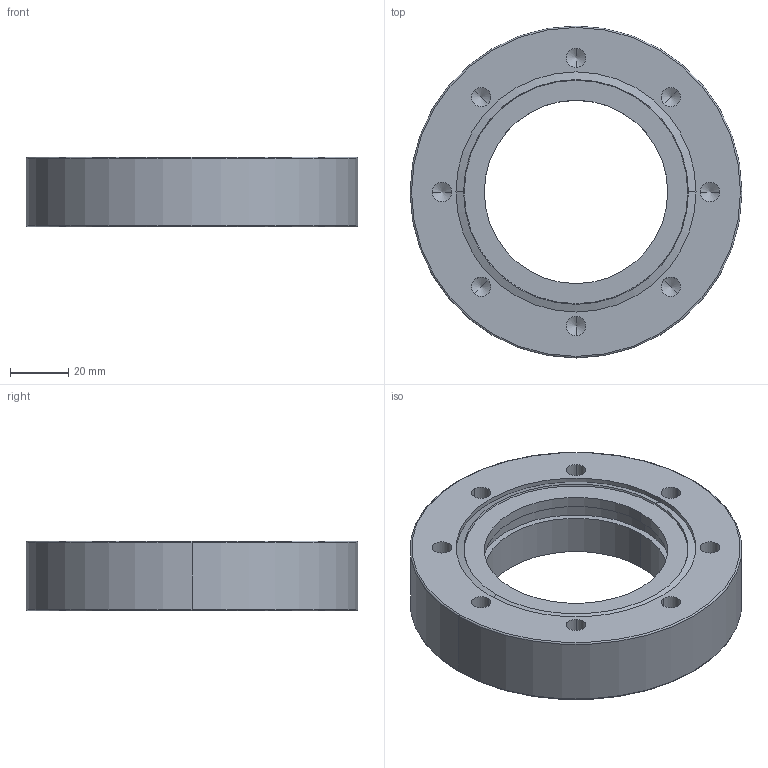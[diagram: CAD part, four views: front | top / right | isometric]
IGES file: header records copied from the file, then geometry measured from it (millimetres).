
Global section: file name: No Iges File Name specified; native system: AutoDesk Inventor R12.0; preprocessor: AutoDesk Inventor Iges Exporter R12.0; date: 20090313.093344; units: millimetre
Bounding box: 114 x 114 x 24 mm (x, y, z)
Volume: 160627.7 mm3; surface area: 31427.4 mm2
Topology: 1 solids, 1 shells, 55 faces, 126 edges, 68 vertices
Faces by surface type: bspline 36, revolution 6, plane 5, torus 4, cone 2, cylinder 2
